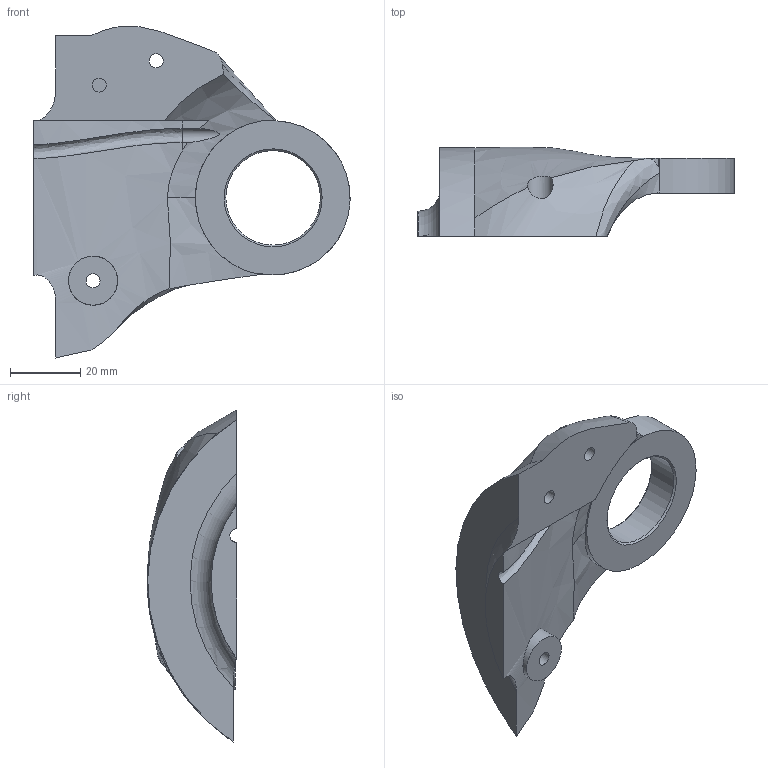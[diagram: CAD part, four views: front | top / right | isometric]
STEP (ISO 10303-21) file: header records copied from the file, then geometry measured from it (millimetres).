
FILE_DESCRIPTION(/* description */ ('STEP AP214'),/* implementation_level */ '2;1');
FILE_NAME(/* name */ '683c51424258294a187f3e37',/* time_stamp */ '2025-06-01T13:10:27Z',/* author */ (''),/* organization */ (''),/* preprocessor_version */ 'ST-DEVELOPER v20',/* originating_system */ 'ONSHAPE BY PTC INC, 1.198',/* authorisation */ ' ');
FILE_SCHEMA (('AUTOMOTIVE_DESIGN {1 0 10303 214 3 1 1}'));
Length unit declared in the file: metre
Products named in the file (1): Shoulder_Front_83
Bounding box: 90.29 x 25.58 x 94.79 mm (x, y, z)
Volume: 65106.9 mm3; surface area: 15819.1 mm2
Topology: 1 solids, 1 shells, 49 faces, 129 edges, 85 vertices
Faces by surface type: plane 21, cylinder 14, bspline 11, cone 2, torus 1
Full cylindrical faces by diameter (mm): 4 x3, 7.4 x2, 14 x1, 27 x1
Entity records: 2188 total; most frequent: CARTESIAN_POINT 1133, ORIENTED_EDGE 232, DIRECTION 154, EDGE_CURVE 116, VERTEX_POINT 81, EDGE_LOOP 67, FACE_BOUND 67, B_SPLINE_CURVE_WITH_KNOTS 63
